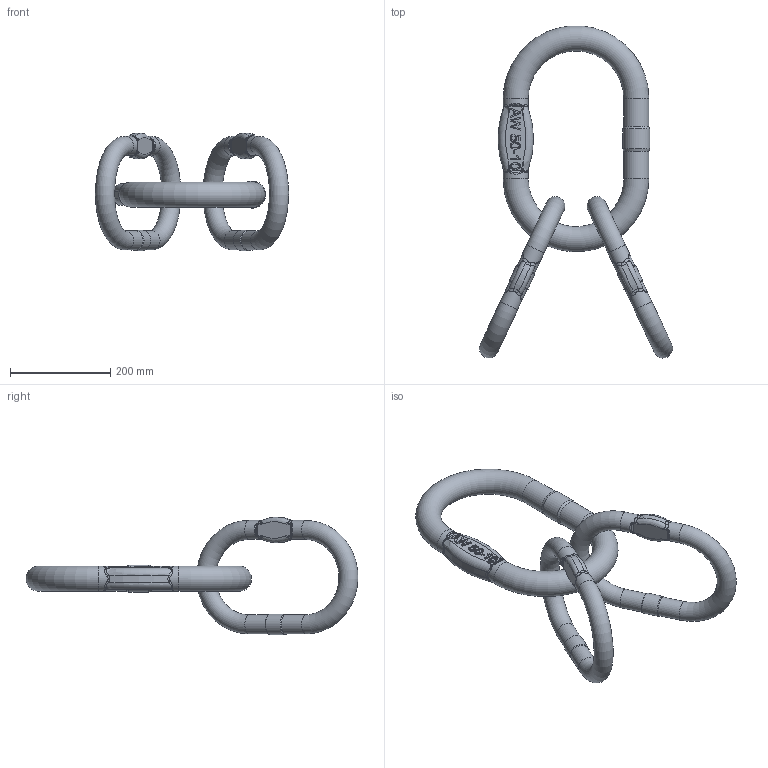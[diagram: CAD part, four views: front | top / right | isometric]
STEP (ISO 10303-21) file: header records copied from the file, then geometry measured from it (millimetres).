
FILE_DESCRIPTION(/* description */ (''),/* implementation_level */ '2;1');
FILE_NAME(/* name */ 'VAW 19_20 Kundenmodell.stp',/* time_stamp */ '2016-04-13T15:56:32+02:00',/* author */ (''),/* organization */ (''),/* preprocessor_version */ 'ST-DEVELOPER v15',/* originating_system */ 'SIEMENS PLM Software NX 9.0',/* authorisation */ '');
FILE_SCHEMA (('AUTOMOTIVE_DESIGN { 1 0 10303 214 3 1 1 1 }'));
Length unit declared in the file: millimetre
Products named in the file (1): ZER1824F2C3k75j
Bounding box: 384.59 x 661.01 x 233.53 mm (x, y, z)
Volume: 4123310 mm3; surface area: 378689.2 mm2
Topology: 3 solids, 3 shells, 291 faces, 729 edges, 408 vertices
Faces by surface type: bspline 136, plane 61, cylinder 49, extrusion 21, torus 18, cone 6
Full cylindrical faces by diameter (mm): 38 x8, 40.85 x2, 50 x4, 53.75 x1
Entity records: 11510 total; most frequent: CARTESIAN_POINT 6004, ORIENTED_EDGE 1300, DIRECTION 834, EDGE_CURVE 650, VERTEX_POINT 396, AXIS2_PLACEMENT_3D 335, B_SPLINE_CURVE_WITH_KNOTS 328, EDGE_LOOP 328
